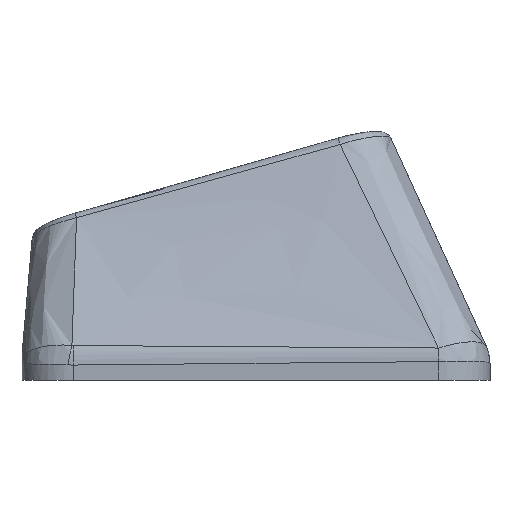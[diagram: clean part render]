
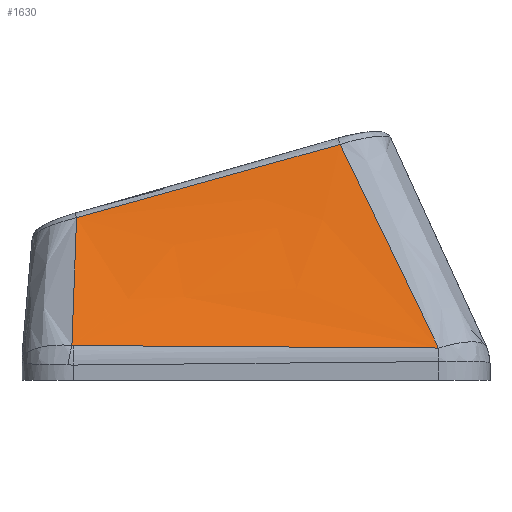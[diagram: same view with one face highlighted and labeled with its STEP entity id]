
A CAD part, left-side view. The second image highlights one B-rep face of the part: STEP entity #1630.
In plain terms, the highlighted free-form (B-spline) face has degree [3, 3] with [4, 4] control points.
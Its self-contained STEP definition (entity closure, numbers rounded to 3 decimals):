
#52=B_SPLINE_SURFACE_WITH_KNOTS('',3,3,((#3987,#3988,#3989,#3990),(#3991,
#3992,#3993,#3994),(#3995,#3996,#3997,#3998),(#3999,#4000,#4001,#4002)),
 .UNSPECIFIED.,.F.,.F.,.F.,(4,4),(4,4),(0.104,0.893),
(0.036,0.97),.UNSPECIFIED.);
#214=FACE_OUTER_BOUND('',#309,.T.);
#309=EDGE_LOOP('',(#1409,#1410,#1411,#1412,#1413,#1414));
#570=B_SPLINE_CURVE_WITH_KNOTS('',3,(#3507,#3508,#3509,#3510),
 .UNSPECIFIED.,.F.,.F.,(4,4),(0.,0.),.UNSPECIFIED.);
#572=B_SPLINE_CURVE_WITH_KNOTS('',3,(#3534,#3535,#3536,#3537),
 .UNSPECIFIED.,.F.,.F.,(4,4),(0.,1.416),.UNSPECIFIED.);
#574=B_SPLINE_CURVE_WITH_KNOTS('',3,(#3561,#3562,#3563,#3564),
 .UNSPECIFIED.,.F.,.F.,(4,4),(0.,0.005),
 .UNSPECIFIED.);
#596=B_SPLINE_CURVE_WITH_KNOTS('',3,(#3977,#3978,#3979,#3980),
 .UNSPECIFIED.,.F.,.F.,(4,4),(-0.605,-0.029),
 .UNSPECIFIED.);
#598=B_SPLINE_CURVE_WITH_KNOTS('',3,(#4004,#4005,#4006,#4007),
 .UNSPECIFIED.,.F.,.F.,(4,4),(0.035,0.961),
 .UNSPECIFIED.);
#599=B_SPLINE_CURVE_WITH_KNOTS('',3,(#4008,#4009,#4010,#4011),
 .UNSPECIFIED.,.F.,.F.,(4,4),(-1.061,0.),.UNSPECIFIED.);
#730=VERTEX_POINT('',#3466);
#734=VERTEX_POINT('',#3500);
#736=VERTEX_POINT('',#3527);
#738=VERTEX_POINT('',#3554);
#765=VERTEX_POINT('',#3976);
#766=VERTEX_POINT('',#4003);
#952=EDGE_CURVE('',#730,#734,#570,.T.);
#955=EDGE_CURVE('',#734,#736,#572,.T.);
#958=EDGE_CURVE('',#736,#738,#574,.T.);
#999=EDGE_CURVE('',#738,#765,#596,.T.);
#1001=EDGE_CURVE('',#766,#730,#598,.T.);
#1002=EDGE_CURVE('',#765,#766,#599,.T.);
#1409=ORIENTED_EDGE('',*,*,#958,.F.);
#1410=ORIENTED_EDGE('',*,*,#955,.F.);
#1411=ORIENTED_EDGE('',*,*,#952,.F.);
#1412=ORIENTED_EDGE('',*,*,#1001,.F.);
#1413=ORIENTED_EDGE('',*,*,#1002,.F.);
#1414=ORIENTED_EDGE('',*,*,#999,.F.);
#1630=ADVANCED_FACE('',(#214),#52,.T.);
#3466=CARTESIAN_POINT('',(-11.366,-7.081,0.254));
#3500=CARTESIAN_POINT('',(-11.366,-7.077,0.254));
#3507=CARTESIAN_POINT('Ctrl Pts',(-11.366,-7.081,0.254));
#3508=CARTESIAN_POINT('Ctrl Pts',(-11.366,-7.08,0.254));
#3509=CARTESIAN_POINT('Ctrl Pts',(-11.366,-7.079,0.254));
#3510=CARTESIAN_POINT('Ctrl Pts',(-11.366,-7.077,0.254));
#3527=CARTESIAN_POINT('',(-11.256,7.091,0.351));
#3534=CARTESIAN_POINT('Ctrl Pts',(-11.366,-7.077,0.254));
#3535=CARTESIAN_POINT('Ctrl Pts',(-11.346,-2.356,0.278));
#3536=CARTESIAN_POINT('Ctrl Pts',(-11.319,2.366,0.309));
#3537=CARTESIAN_POINT('Ctrl Pts',(-11.256,7.091,0.351));
#3554=CARTESIAN_POINT('',(-11.253,7.145,0.356));
#3561=CARTESIAN_POINT('Ctrl Pts',(-11.256,7.091,0.351));
#3562=CARTESIAN_POINT('Ctrl Pts',(-11.256,7.109,0.351));
#3563=CARTESIAN_POINT('Ctrl Pts',(-11.255,7.127,0.353));
#3564=CARTESIAN_POINT('Ctrl Pts',(-11.253,7.145,0.356));
#3976=CARTESIAN_POINT('',(-8.383,6.962,5.31));
#3977=CARTESIAN_POINT('Ctrl Pts',(-11.253,7.145,0.356));
#3978=CARTESIAN_POINT('Ctrl Pts',(-10.287,7.067,2.004));
#3979=CARTESIAN_POINT('Ctrl Pts',(-9.331,7.003,3.655));
#3980=CARTESIAN_POINT('Ctrl Pts',(-8.383,6.962,5.31));
#3987=CARTESIAN_POINT('Ctrl Pts',(-8.354,-3.678,8.269));
#3988=CARTESIAN_POINT('Ctrl Pts',(-9.358,-4.813,5.597));
#3989=CARTESIAN_POINT('Ctrl Pts',(-10.362,-5.947,2.926));
#3990=CARTESIAN_POINT('Ctrl Pts',(-11.366,-7.081,0.254));
#3991=CARTESIAN_POINT('Ctrl Pts',(-8.354,-0.058,
7.28));
#3992=CARTESIAN_POINT('Ctrl Pts',(-9.358,-0.819,
4.928));
#3993=CARTESIAN_POINT('Ctrl Pts',(-10.362,-1.579,2.576));
#3994=CARTESIAN_POINT('Ctrl Pts',(-11.366,-2.34,0.224));
#3995=CARTESIAN_POINT('Ctrl Pts',(-8.354,3.562,6.29));
#3996=CARTESIAN_POINT('Ctrl Pts',(-9.358,3.175,4.258));
#3997=CARTESIAN_POINT('Ctrl Pts',(-10.362,2.788,2.226));
#3998=CARTESIAN_POINT('Ctrl Pts',(-11.366,2.402,0.193));
#3999=CARTESIAN_POINT('Ctrl Pts',(-8.354,7.183,5.301));
#4000=CARTESIAN_POINT('Ctrl Pts',(-9.358,7.169,3.588));
#4001=CARTESIAN_POINT('Ctrl Pts',(-10.362,7.156,1.875));
#4002=CARTESIAN_POINT('Ctrl Pts',(-11.366,7.143,0.163));
#4003=CARTESIAN_POINT('',(-8.354,-3.263,8.156));
#4004=CARTESIAN_POINT('Ctrl Pts',(-8.354,-3.263,8.156));
#4005=CARTESIAN_POINT('Ctrl Pts',(-9.373,-4.546,5.53));
#4006=CARTESIAN_POINT('Ctrl Pts',(-10.373,-5.817,2.895));
#4007=CARTESIAN_POINT('Ctrl Pts',(-11.366,-7.081,0.254));
#4008=CARTESIAN_POINT('Ctrl Pts',(-8.383,6.962,5.31));
#4009=CARTESIAN_POINT('Ctrl Pts',(-8.374,3.551,6.247));
#4010=CARTESIAN_POINT('Ctrl Pts',(-8.362,0.143,7.199));
#4011=CARTESIAN_POINT('Ctrl Pts',(-8.354,-3.263,8.156));
